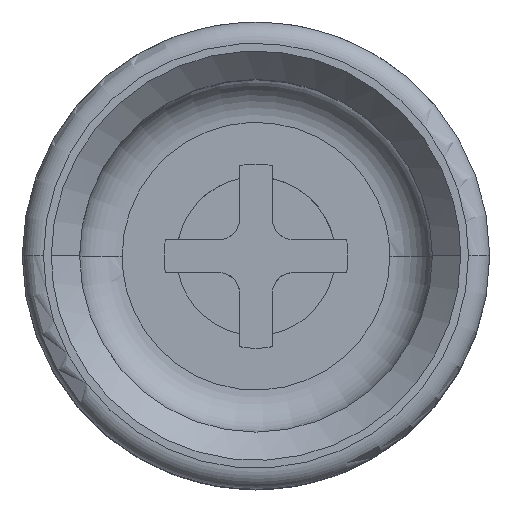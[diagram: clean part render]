
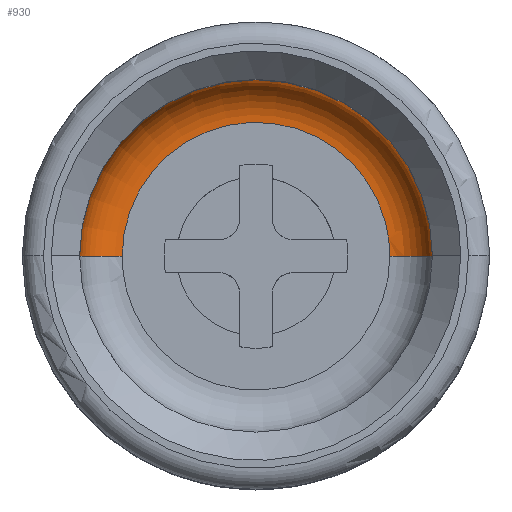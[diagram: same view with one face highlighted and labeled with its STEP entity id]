
A CAD part, top view. The second image highlights one B-rep face of the part: STEP entity #930.
In plain terms, the highlighted toroidal (fillet/blend) face has major radius 2.4 mm and minor radius 0.762 mm.
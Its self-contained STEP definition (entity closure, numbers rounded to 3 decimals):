
#899=AXIS2_PLACEMENT_3D('Circle Axis2P3D',#897,#898,$) ;
#904=AXIS2_PLACEMENT_3D('Circle Axis2P3D',#902,#903,$) ;
#917=AXIS2_PLACEMENT_3D('Torus Axis2P3D',#914,#915,#916) ;
#921=AXIS2_PLACEMENT_3D('Circle Axis2P3D',#919,#920,$) ;
#699=CARTESIAN_POINT('Control Point',(1.791,4.191,17.526)) ;
#700=CARTESIAN_POINT('Control Point',(1.791,4.945,17.526)) ;
#701=CARTESIAN_POINT('Control Point',(2.086,5.7,17.526)) ;
#702=CARTESIAN_POINT('Control Point',(2.683,6.296,17.526)) ;
#703=CARTESIAN_POINT('Control Point',(4.191,6.887,17.526)) ;
#704=CARTESIAN_POINT('Control Point',(5.699,6.296,17.526)) ;
#705=CARTESIAN_POINT('Control Point',(6.296,5.7,17.526)) ;
#706=CARTESIAN_POINT('Control Point',(6.591,4.945,17.526)) ;
#707=CARTESIAN_POINT('Control Point',(6.591,4.191,17.526)) ;
#708=CARTESIAN_POINT('Vertex',(1.791,4.191,17.526)) ;
#710=CARTESIAN_POINT('Vertex',(6.591,4.191,17.526)) ;
#892=CARTESIAN_POINT('Vertex',(7.353,4.191,18.288)) ;
#894=CARTESIAN_POINT('Vertex',(1.029,4.191,18.288)) ;
#897=CARTESIAN_POINT('Axis2P3D Location',(6.591,4.191,18.288)) ;
#902=CARTESIAN_POINT('Axis2P3D Location',(1.791,4.191,18.288)) ;
#914=CARTESIAN_POINT('Axis2P3D Location',(4.191,4.191,18.288)) ;
#919=CARTESIAN_POINT('Axis2P3D Location',(4.191,4.191,18.288)) ;
#898=DIRECTION('Axis2P3D Direction',(0.,1.,0.)) ;
#903=DIRECTION('Axis2P3D Direction',(0.,-1.,0.)) ;
#915=DIRECTION('Axis2P3D Direction',(0.,0.,-1.)) ;
#916=DIRECTION('Axis2P3D XDirection',(-0.988,-0.156,0.)) ;
#920=DIRECTION('Axis2P3D Direction',(0.,0.,-1.)) ;
#925=ORIENTED_EDGE('',*,*,#712,.T.) ;
#926=ORIENTED_EDGE('',*,*,#901,.F.) ;
#927=ORIENTED_EDGE('',*,*,#923,.F.) ;
#928=ORIENTED_EDGE('',*,*,#906,.T.) ;
#930=ADVANCED_FACE('Geometry.1',(#929),#918,.F.) ;
#900=CIRCLE('generated circle',#899,0.762) ;
#905=CIRCLE('generated circle',#904,0.762) ;
#922=CIRCLE('generated circle',#921,3.162) ;
#918=TOROIDAL_SURFACE('homeo Torus',#917,2.4,0.762) ;
#712=EDGE_CURVE('',#709,#711,#698,.T.) ;
#901=EDGE_CURVE('',#893,#711,#900,.T.) ;
#906=EDGE_CURVE('',#895,#709,#905,.T.) ;
#923=EDGE_CURVE('',#895,#893,#922,.T.) ;
#924=EDGE_LOOP('',(#925,#926,#927,#928)) ;
#929=FACE_OUTER_BOUND('',#924,.T.) ;
#709=VERTEX_POINT('',#708) ;
#711=VERTEX_POINT('',#710) ;
#893=VERTEX_POINT('',#892) ;
#895=VERTEX_POINT('',#894) ;
#698=(BOUNDED_CURVE()B_SPLINE_CURVE(5,(#699,#700,#701,#702,#703,#704,#705,#706,#707),.UNSPECIFIED.,.F.,.U.)B_SPLINE_CURVE_WITH_KNOTS((6,3,6),(0.,4.028,8.056),.UNSPECIFIED.)CURVE()GEOMETRIC_REPRESENTATION_ITEM()RATIONAL_B_SPLINE_CURVE((1.,1.,1.,1.,1.,1.,1.,1.,1.))REPRESENTATION_ITEM('')) ;
